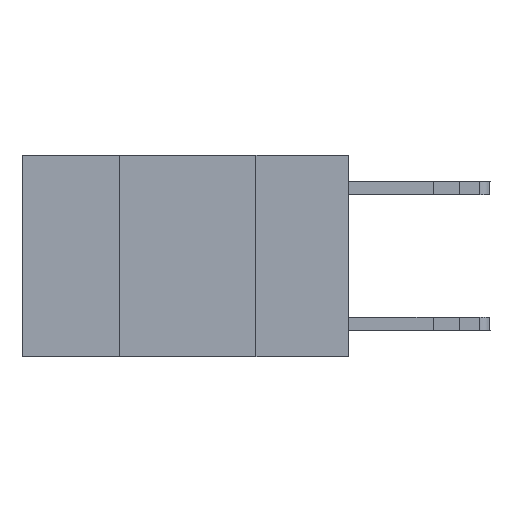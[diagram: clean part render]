
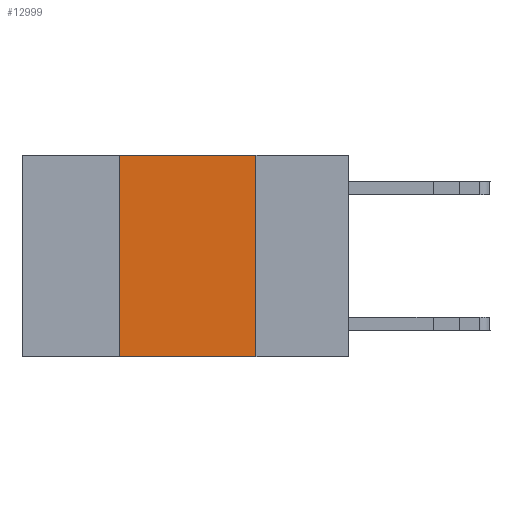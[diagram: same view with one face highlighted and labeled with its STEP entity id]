
A CAD part, left-side view. The second image highlights one B-rep face of the part: STEP entity #12999.
In plain terms, the highlighted planar face has unit normal (-1, 0, 0).
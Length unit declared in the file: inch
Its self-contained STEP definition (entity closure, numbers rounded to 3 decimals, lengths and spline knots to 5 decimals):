
#29 = CARTESIAN_POINT ( 'NONE',  ( 0., 0.17, 0. ) ) ;
#59 = CARTESIAN_POINT ( 'NONE',  ( 0., 0.6, 0. ) ) ;
#501 = LINE ( 'NONE', #9590, #8061 ) ;
#1048 = CARTESIAN_POINT ( 'NONE',  ( 0., 0.17, -0.37 ) ) ;
#1223 = CARTESIAN_POINT ( 'NONE',  ( 0., 0.42, -0.37 ) ) ;
#1909 = VERTEX_POINT ( 'NONE', #1223 ) ;
#2060 = DIRECTION ( 'NONE',  ( 0., -1., 0. ) ) ;
#2286 = FACE_OUTER_BOUND ( 'NONE', #14236, .T. ) ;
#2565 = LINE ( 'NONE', #8149, #13247 ) ;
#2962 = EDGE_CURVE ( 'NONE', #8422, #8579, #13439, .T. ) ;
#3128 = EDGE_CURVE ( 'NONE', #1909, #8422, #2565, .T. ) ;
#3514 = VECTOR ( 'NONE', #2060, 39.37008 ) ;
#4097 = DIRECTION ( 'NONE',  ( 0., 0., -1. ) ) ;
#4226 = CARTESIAN_POINT ( 'NONE',  ( 0., 0.6, 0. ) ) ;
#4597 = DIRECTION ( 'NONE',  ( 1., 0., 0. ) ) ;
#6916 = ORIENTED_EDGE ( 'NONE', *, *, #3128, .F. ) ;
#7018 = DIRECTION ( 'NONE',  ( 0., 0., 1. ) ) ;
#7044 = ORIENTED_EDGE ( 'NONE', *, *, #2962, .F. ) ;
#7144 = VERTEX_POINT ( 'NONE', #1048 ) ;
#7547 = ORIENTED_EDGE ( 'NONE', *, *, #14502, .T. ) ;
#7904 = DIRECTION ( 'NONE',  ( 0., -1., 0. ) ) ;
#8061 = VECTOR ( 'NONE', #4097, 39.37008 ) ;
#8149 = CARTESIAN_POINT ( 'NONE',  ( 0., 0.42, 0. ) ) ;
#8422 = VERTEX_POINT ( 'NONE', #8532 ) ;
#8532 = CARTESIAN_POINT ( 'NONE',  ( 0., 0.42, 0. ) ) ;
#8579 = VERTEX_POINT ( 'NONE', #29 ) ;
#9354 = EDGE_CURVE ( 'NONE', #8579, #7144, #501, .T. ) ;
#9590 = CARTESIAN_POINT ( 'NONE',  ( 0., 0.17, 0. ) ) ;
#10258 = PLANE ( 'NONE',  #11239 ) ;
#10511 = ORIENTED_EDGE ( 'NONE', *, *, #9354, .F. ) ;
#11239 = AXIS2_PLACEMENT_3D ( 'NONE', #59, #4597, #13675 ) ;
#12230 = CARTESIAN_POINT ( 'NONE',  ( 0., 0.6, -0.37 ) ) ;
#12442 = LINE ( 'NONE', #12230, #14320 ) ;
#12999 = ADVANCED_FACE ( 'NONE', ( #2286 ), #10258, .F. ) ;
#13247 = VECTOR ( 'NONE', #7018, 39.37008 ) ;
#13439 = LINE ( 'NONE', #4226, #3514 ) ;
#13675 = DIRECTION ( 'NONE',  ( 0., 0., -1. ) ) ;
#14236 = EDGE_LOOP ( 'NONE', ( #10511, #7044, #6916, #7547 ) ) ;
#14320 = VECTOR ( 'NONE', #7904, 39.37008 ) ;
#14502 = EDGE_CURVE ( 'NONE', #1909, #7144, #12442, .T. ) ;
